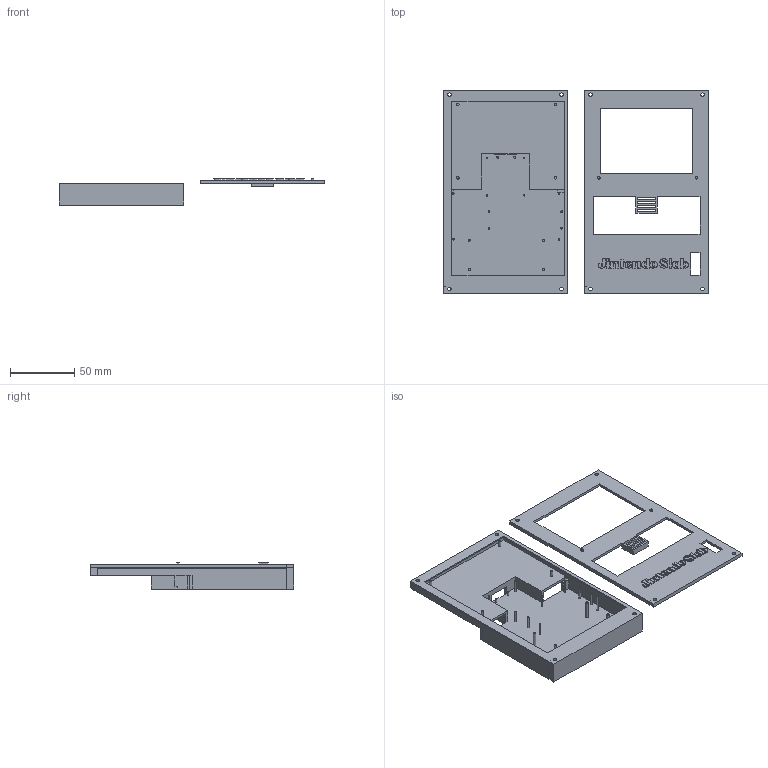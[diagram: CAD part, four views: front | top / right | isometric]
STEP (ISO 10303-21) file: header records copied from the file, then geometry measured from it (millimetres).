
FILE_DESCRIPTION(/* description */ ('KiCad electronic assembly'),/* implementation_level */ '2;1');
FILE_NAME(/* name */ 'Jintendo Slab v24 Case Only, PRINT VERSION.step',/* time_stamp */ '2025-06-09T12:25:45-07:00',/* author */ (''),/* organization */ (''),/* preprocessor_version */ 'ST-DEVELOPER v20.1',/* originating_system */ 'Autodesk Translation Framework v14.10.0.0',/* authorisation */ '');
FILE_SCHEMA (('AUTOMOTIVE_DESIGN { 1 0 10303 214 3 1 1 }'));
Length unit declared in the file: millimetre
Products named in the file (1): Jintendo Slab 1
Bounding box: 207.43 x 158.73 x 20.5 mm (x, y, z)
Volume: 77189.9 mm3; surface area: 72058.4 mm2
Topology: 25 solids, 25 shells, 498 faces, 1311 edges, 833 vertices
Faces by surface type: plane 334, bspline 126, cylinder 38
Full cylindrical faces by diameter (mm): 0.93 x4, 1.2 x4, 1.3 x4, 1.5 x4, 1.75 x4, 2 x10, 2.8 x8
Entity records: 15375 total; most frequent: CARTESIAN_POINT 3777, ORIENTED_EDGE 2622, DIRECTION 1881, EDGE_CURVE 1311, LINE 983, VECTOR 983, VERTEX_POINT 833, EDGE_LOOP 557
